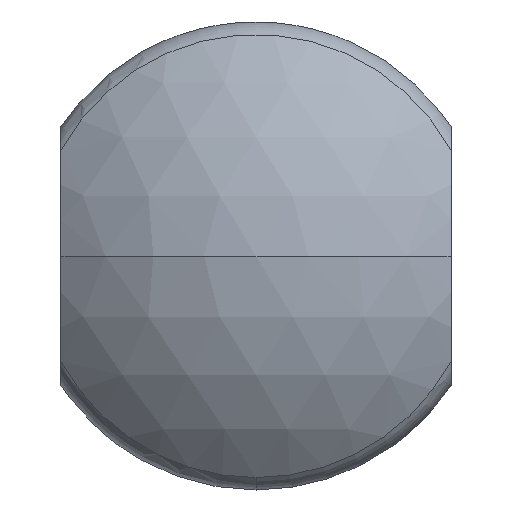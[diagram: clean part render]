
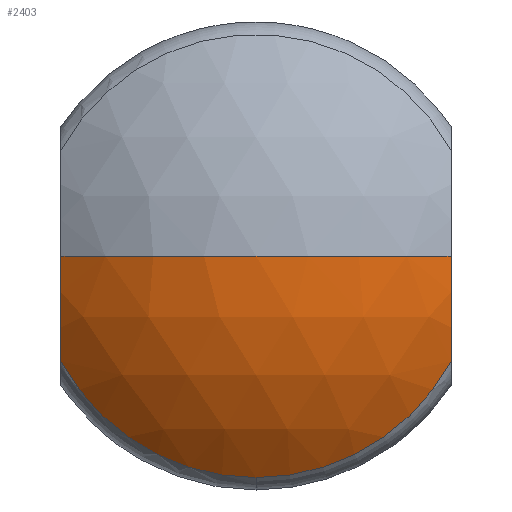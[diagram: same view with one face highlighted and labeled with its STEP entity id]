
A CAD part, front view. The second image highlights one B-rep face of the part: STEP entity #2403.
In plain terms, the highlighted spherical face has radius 25 mm.
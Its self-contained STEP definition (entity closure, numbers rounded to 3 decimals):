
#152 = VERTEX_POINT ( 'NONE', #1487 ) ;
#190 = DIRECTION ( 'NONE',  ( -1., 0., 0. ) ) ;
#258 = CIRCLE ( 'NONE', #549, 17.045 ) ;
#440 = CIRCLE ( 'NONE', #1128, 17.045 ) ;
#474 = DIRECTION ( 'NONE',  ( 0., 0., -1. ) ) ;
#549 = AXIS2_PLACEMENT_3D ( 'NONE', #2339, #2975, #474 ) ;
#592 = EDGE_CURVE ( 'Defeature ausgef�hrt3_6+Defeature ausgef�hrt3_9+Defeature ausgef�hrt3_11+Defeature ausgef�hrt3_10', #1173, #3654, #440, .T. ) ;
#604 = AXIS2_PLACEMENT_3D ( 'NONE', #1432, #1695, #190 ) ;
#735 = DIRECTION ( 'NONE',  ( 1., 0., 0. ) ) ;
#753 = CARTESIAN_POINT ( 'NONE',  ( 0., -110., 0. ) ) ;
#763 = CARTESIAN_POINT ( 'NONE',  ( 0., -103.288, -17.045 ) ) ;
#824 = CIRCLE ( 'NONE', #1718, 20. ) ;
#899 = DIRECTION ( 'NONE',  ( 0., -1., 0. ) ) ;
#909 = EDGE_CURVE ( 'Defeature ausgef�hrt3_10+Defeature ausgef�hrt3_6+Defeature ausgef�hrt3_5+Defeature ausgef�hrt3_9', #3733, #3654, #2196, .T. ) ;
#980 = CARTESIAN_POINT ( 'NONE',  ( 15., -85., 0. ) ) ;
#1057 = DIRECTION ( 'NONE',  ( 0., 0., 1. ) ) ;
#1067 = CARTESIAN_POINT ( 'NONE',  ( 0., -85., 0. ) ) ;
#1128 = AXIS2_PLACEMENT_3D ( 'NONE', #3064, #899, #2719 ) ;
#1173 = VERTEX_POINT ( 'NONE', #763 ) ;
#1213 = CARTESIAN_POINT ( 'NONE',  ( 15., -103.288, -8.096 ) ) ;
#1215 = VERTEX_POINT ( 'NONE', #2006 ) ;
#1269 = DIRECTION ( 'NONE',  ( 0., 0., 1. ) ) ;
#1298 = ORIENTED_EDGE ( 'NONE', *, *, #592, .T. ) ;
#1393 = ORIENTED_EDGE ( 'NONE', *, *, #2055, .T. ) ;
#1432 = CARTESIAN_POINT ( 'NONE',  ( 0., -85., 0. ) ) ;
#1487 = CARTESIAN_POINT ( 'NONE',  ( -15., -105., 0. ) ) ;
#1626 = AXIS2_PLACEMENT_3D ( 'NONE', #2601, #1057, #735 ) ;
#1695 = DIRECTION ( 'NONE',  ( 0., 0., -1. ) ) ;
#1711 = CIRCLE ( 'NONE', #604, 25. ) ;
#1718 = AXIS2_PLACEMENT_3D ( 'NONE', #2865, #2564, #1939 ) ;
#1899 = ORIENTED_EDGE ( 'NONE', *, *, #3911, .F. ) ;
#1933 = CARTESIAN_POINT ( 'NONE',  ( 15., -105., 0. ) ) ;
#1939 = DIRECTION ( 'NONE',  ( 0., 0., -1. ) ) ;
#2006 = CARTESIAN_POINT ( 'NONE',  ( -15., -103.288, -8.096 ) ) ;
#2055 = EDGE_CURVE ( 'NONE', #3733, #2727, #1711, .T. ) ;
#2087 = EDGE_CURVE ( 'Defeature ausgef�hrt3_6+Defeature ausgef�hrt3_9+Defeature ausgef�hrt3_11+Defeature ausgef�hrt3_10', #1215, #1173, #258, .T. ) ;
#2195 = ORIENTED_EDGE ( 'NONE', *, *, #2087, .T. ) ;
#2196 = CIRCLE ( 'NONE', #2414, 20. ) ;
#2339 = CARTESIAN_POINT ( 'NONE',  ( 0., -103.288, 0. ) ) ;
#2403 = ADVANCED_FACE ( 'Defeature ausgef�hrt3_6', ( #3865 ), #3090, .T. ) ;
#2414 = AXIS2_PLACEMENT_3D ( 'NONE', #980, #3766, #1269 ) ;
#2561 = AXIS2_PLACEMENT_3D ( 'NONE', #1067, #3570, #2637 ) ;
#2564 = DIRECTION ( 'NONE',  ( -1., 0., 0. ) ) ;
#2601 = CARTESIAN_POINT ( 'NONE',  ( 0., -85., 0. ) ) ;
#2637 = DIRECTION ( 'NONE',  ( -1., 0., 0. ) ) ;
#2672 = ORIENTED_EDGE ( 'NONE', *, *, #909, .F. ) ;
#2719 = DIRECTION ( 'NONE',  ( 0., 0., -1. ) ) ;
#2727 = VERTEX_POINT ( 'NONE', #753 ) ;
#2842 = CIRCLE ( 'NONE', #1626, 25. ) ;
#2865 = CARTESIAN_POINT ( 'NONE',  ( -15., -85., 0. ) ) ;
#2975 = DIRECTION ( 'NONE',  ( 0., -1., 0. ) ) ;
#3064 = CARTESIAN_POINT ( 'NONE',  ( 0., -103.288, 0. ) ) ;
#3090 = SPHERICAL_SURFACE ( 'NONE', #2561, 25. ) ;
#3150 = EDGE_CURVE ( 'Defeature ausgef�hrt3_11+Defeature ausgef�hrt3_6+Defeature ausgef�hrt3_9+Defeature ausgef�hrt3_5', #1215, #152, #824, .T. ) ;
#3280 = ORIENTED_EDGE ( 'NONE', *, *, #3150, .F. ) ;
#3570 = DIRECTION ( 'NONE',  ( 0., 0., -1. ) ) ;
#3654 = VERTEX_POINT ( 'NONE', #1213 ) ;
#3721 = EDGE_LOOP ( 'NONE', ( #2672, #1393, #1899, #3280, #2195, #1298 ) ) ;
#3733 = VERTEX_POINT ( 'NONE', #1933 ) ;
#3766 = DIRECTION ( 'NONE',  ( 1., 0., 0. ) ) ;
#3865 = FACE_OUTER_BOUND ( 'NONE', #3721, .T. ) ;
#3911 = EDGE_CURVE ( 'NONE', #152, #2727, #2842, .T. ) ;
